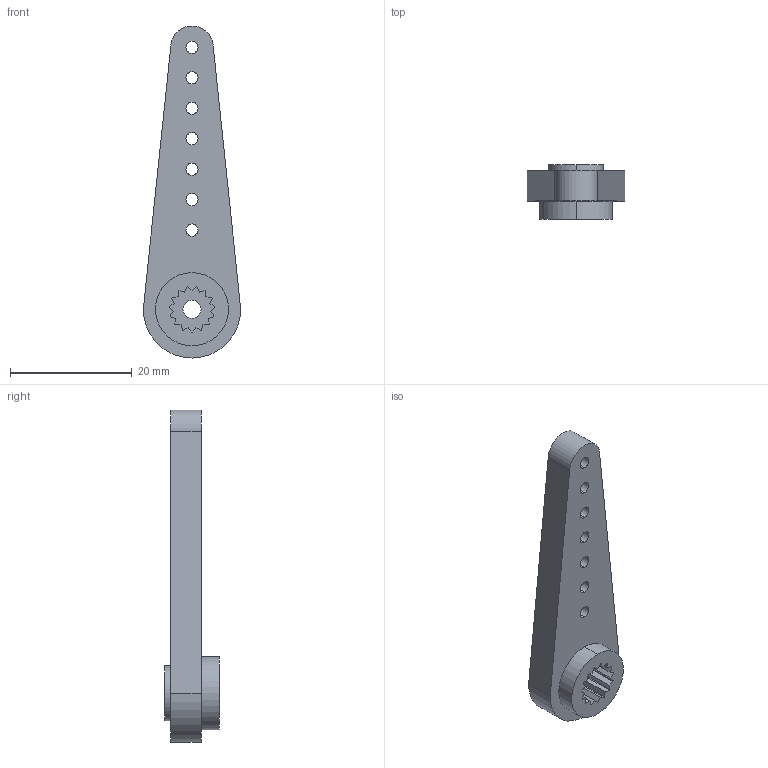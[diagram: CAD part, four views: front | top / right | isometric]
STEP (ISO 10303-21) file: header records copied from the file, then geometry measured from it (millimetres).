
FILE_DESCRIPTION (( 'STEP AP214' ), '1' );
FILE_NAME ('second attachment for the servo.STEP', '2013-02-20T00:07:25', ( '' ), ( '' ), 'SwSTEP 2.0', 'SolidWorks 2012', '' );
FILE_SCHEMA (( 'AUTOMOTIVE_DESIGN' ));
Length unit declared in the file: millimetre
Products named in the file (1): second attachment for the servo
Bounding box: 16 x 9 x 54.5 mm (x, y, z)
Volume: 3110.7 mm3; surface area: 2355.1 mm2
Topology: 1 solids, 1 shells, 79 faces, 219 edges, 146 vertices
Faces by surface type: cylinder 41, plane 38
Entity records: 2621 total; most frequent: DIRECTION 461, CARTESIAN_POINT 445, ORIENTED_EDGE 438, EDGE_CURVE 219, AXIS2_PLACEMENT_3D 162, VERTEX_POINT 146, LINE 137, VECTOR 137
